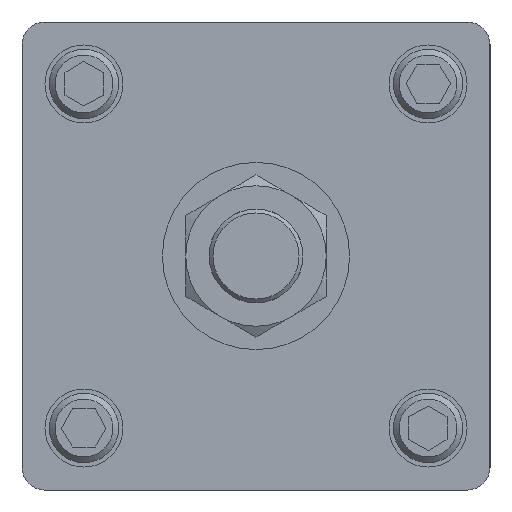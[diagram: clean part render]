
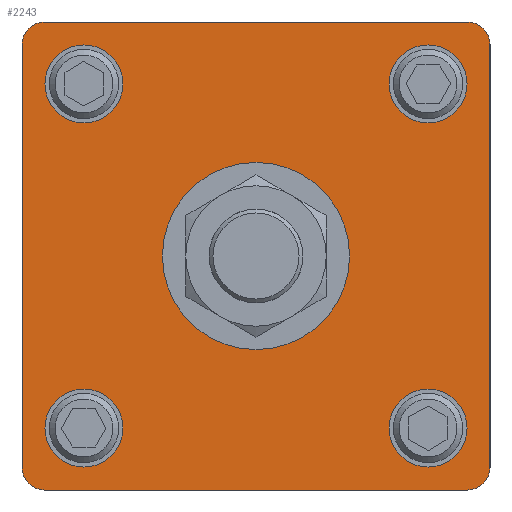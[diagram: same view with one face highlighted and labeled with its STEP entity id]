
A CAD part, left-side view. The second image highlights one B-rep face of the part: STEP entity #2243.
In plain terms, the highlighted planar face has unit normal (-1, 0, 0).
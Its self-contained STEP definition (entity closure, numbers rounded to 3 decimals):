
#215=LINE('',#3693,#333);
#216=LINE('',#3697,#334);
#217=LINE('',#3701,#335);
#218=LINE('',#3705,#336);
#333=VECTOR('',#2969,1000.);
#334=VECTOR('',#2972,1000.);
#335=VECTOR('',#2975,1000.);
#336=VECTOR('',#2978,1000.);
#412=PLANE('',#2508);
#646=ORIENTED_EDGE('',*,*,#1103,.T.);
#647=ORIENTED_EDGE('',*,*,#1104,.T.);
#648=ORIENTED_EDGE('',*,*,#1105,.F.);
#649=ORIENTED_EDGE('',*,*,#1106,.T.);
#650=ORIENTED_EDGE('',*,*,#1107,.F.);
#651=ORIENTED_EDGE('',*,*,#1108,.T.);
#652=ORIENTED_EDGE('',*,*,#1109,.F.);
#653=ORIENTED_EDGE('',*,*,#1110,.T.);
#654=ORIENTED_EDGE('',*,*,#1111,.F.);
#655=ORIENTED_EDGE('',*,*,#1097,.T.);
#656=ORIENTED_EDGE('',*,*,#1099,.T.);
#657=ORIENTED_EDGE('',*,*,#1101,.T.);
#658=ORIENTED_EDGE('',*,*,#1112,.F.);
#1097=EDGE_CURVE('',#1346,#1346,#1507,.T.);
#1099=EDGE_CURVE('',#1348,#1348,#1509,.T.);
#1101=EDGE_CURVE('',#1350,#1350,#1511,.T.);
#1103=EDGE_CURVE('',#1352,#1352,#1513,.T.);
#1104=EDGE_CURVE('',#1353,#1354,#1514,.T.);
#1105=EDGE_CURVE('',#1355,#1354,#215,.T.);
#1106=EDGE_CURVE('',#1355,#1356,#1515,.T.);
#1107=EDGE_CURVE('',#1357,#1356,#216,.T.);
#1108=EDGE_CURVE('',#1357,#1358,#1516,.T.);
#1109=EDGE_CURVE('',#1359,#1358,#217,.T.);
#1110=EDGE_CURVE('',#1359,#1360,#1517,.T.);
#1111=EDGE_CURVE('',#1353,#1360,#218,.T.);
#1112=EDGE_CURVE('',#1361,#1361,#1518,.T.);
#1346=VERTEX_POINT('',#3670);
#1348=VERTEX_POINT('',#3676);
#1350=VERTEX_POINT('',#3682);
#1352=VERTEX_POINT('',#3688);
#1353=VERTEX_POINT('',#3691);
#1354=VERTEX_POINT('',#3692);
#1355=VERTEX_POINT('',#3694);
#1356=VERTEX_POINT('',#3696);
#1357=VERTEX_POINT('',#3698);
#1358=VERTEX_POINT('',#3700);
#1359=VERTEX_POINT('',#3702);
#1360=VERTEX_POINT('',#3704);
#1361=VERTEX_POINT('',#3707);
#1507=CIRCLE('',#2495,7.938);
#1509=CIRCLE('',#2499,7.938);
#1511=CIRCLE('',#2503,7.938);
#1513=CIRCLE('',#2507,7.938);
#1514=CIRCLE('',#2509,4.572);
#1515=CIRCLE('',#2510,4.572);
#1516=CIRCLE('',#2511,4.572);
#1517=CIRCLE('',#2512,4.572);
#1518=CIRCLE('',#2513,19.05);
#1686=EDGE_LOOP('',(#646));
#1687=EDGE_LOOP('',(#647,#648,#649,#650,#651,#652,#653,#654));
#1688=EDGE_LOOP('',(#655));
#1689=EDGE_LOOP('',(#656));
#1690=EDGE_LOOP('',(#657));
#1691=EDGE_LOOP('',(#658));
#1952=FACE_BOUND('',#1686,.T.);
#1953=FACE_BOUND('',#1687,.T.);
#1954=FACE_BOUND('',#1688,.T.);
#1955=FACE_BOUND('',#1689,.T.);
#1956=FACE_BOUND('',#1690,.T.);
#1957=FACE_BOUND('',#1691,.T.);
#2243=ADVANCED_FACE('',(#1952,#1953,#1954,#1955,#1956,#1957),#412,.F.);
#2495=AXIS2_PLACEMENT_3D('',#3669,#2939,#2940);
#2499=AXIS2_PLACEMENT_3D('',#3675,#2947,#2948);
#2503=AXIS2_PLACEMENT_3D('',#3681,#2955,#2956);
#2507=AXIS2_PLACEMENT_3D('',#3687,#2963,#2964);
#2508=AXIS2_PLACEMENT_3D('',#3689,#2965,#2966);
#2509=AXIS2_PLACEMENT_3D('',#3690,#2967,#2968);
#2510=AXIS2_PLACEMENT_3D('',#3695,#2970,#2971);
#2511=AXIS2_PLACEMENT_3D('',#3699,#2973,#2974);
#2512=AXIS2_PLACEMENT_3D('',#3703,#2976,#2977);
#2513=AXIS2_PLACEMENT_3D('',#3706,#2979,#2980);
#2939=DIRECTION('',(1.,0.,0.));
#2940=DIRECTION('',(0.,-1.,0.));
#2947=DIRECTION('',(1.,0.,0.));
#2948=DIRECTION('',(0.,0.,-1.));
#2955=DIRECTION('',(1.,0.,0.));
#2956=DIRECTION('',(0.,1.,0.));
#2963=DIRECTION('',(1.,0.,0.));
#2964=DIRECTION('',(0.,0.,1.));
#2965=DIRECTION('',(1.,0.,0.));
#2966=DIRECTION('',(0.,1.,0.));
#2967=DIRECTION('',(-1.,0.,0.));
#2968=DIRECTION('',(0.,0.,-1.));
#2969=DIRECTION('',(0.,-1.,0.));
#2970=DIRECTION('',(-1.,0.,0.));
#2971=DIRECTION('',(0.,0.,-1.));
#2972=DIRECTION('',(0.,0.,1.));
#2973=DIRECTION('',(-1.,0.,0.));
#2974=DIRECTION('',(0.,0.,-1.));
#2975=DIRECTION('',(0.,1.,0.));
#2976=DIRECTION('',(-1.,0.,0.));
#2977=DIRECTION('',(0.,0.,-1.));
#2978=DIRECTION('',(0.,0.,-1.));
#2979=DIRECTION('',(-1.,0.,0.));
#2980=DIRECTION('',(0.,0.,1.));
#3669=CARTESIAN_POINT('',(0.,-35.023,-35.023));
#3670=CARTESIAN_POINT('',(0.,-42.96,-35.023));
#3675=CARTESIAN_POINT('',(0.,35.023,-35.023));
#3676=CARTESIAN_POINT('',(0.,35.023,-42.96));
#3681=CARTESIAN_POINT('',(0.,35.023,35.023));
#3682=CARTESIAN_POINT('',(0.,42.96,35.023));
#3687=CARTESIAN_POINT('',(0.,-35.023,35.023));
#3688=CARTESIAN_POINT('',(0.,-35.023,42.96));
#3689=CARTESIAN_POINT('',(0.,0.,0.));
#3690=CARTESIAN_POINT('',(0.,-43.053,43.053));
#3691=CARTESIAN_POINT('',(0.,-47.625,43.053));
#3692=CARTESIAN_POINT('',(0.,-43.053,47.625));
#3693=CARTESIAN_POINT('',(0.,25.4,47.625));
#3694=CARTESIAN_POINT('',(0.,43.053,47.625));
#3695=CARTESIAN_POINT('',(0.,43.053,43.053));
#3696=CARTESIAN_POINT('',(0.,47.625,43.053));
#3697=CARTESIAN_POINT('',(0.,47.625,-25.4));
#3698=CARTESIAN_POINT('',(0.,47.625,-43.053));
#3699=CARTESIAN_POINT('',(0.,43.053,-43.053));
#3700=CARTESIAN_POINT('',(0.,43.053,-47.625));
#3701=CARTESIAN_POINT('',(0.,-25.4,-47.625));
#3702=CARTESIAN_POINT('',(0.,-43.053,-47.625));
#3703=CARTESIAN_POINT('',(0.,-43.053,-43.053));
#3704=CARTESIAN_POINT('',(0.,-47.625,-43.053));
#3705=CARTESIAN_POINT('',(0.,-47.625,25.4));
#3706=CARTESIAN_POINT('',(0.,0.,0.));
#3707=CARTESIAN_POINT('',(0.,0.,19.05));
